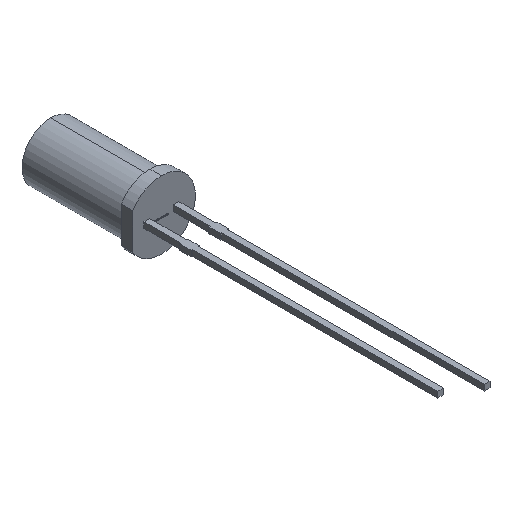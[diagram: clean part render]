
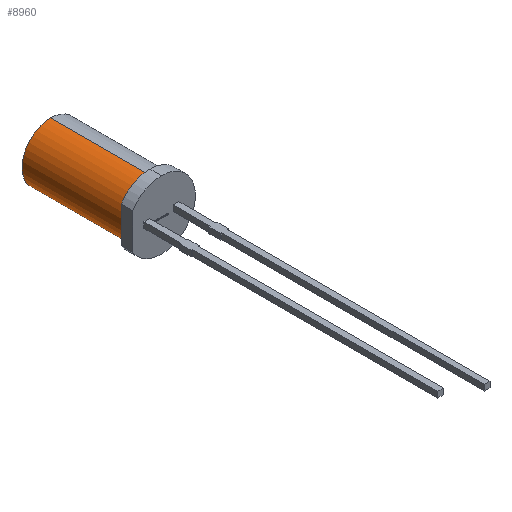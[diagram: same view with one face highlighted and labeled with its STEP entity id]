
A CAD part, isometric view. The second image highlights one B-rep face of the part: STEP entity #8960.
In plain terms, the highlighted cylindrical face has radius 2.5 mm (diameter 5 mm), a partial arc.
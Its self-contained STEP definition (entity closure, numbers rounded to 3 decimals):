
#1258 = LINE ( 'NONE', #1259, #3720 ) ;
#1259 = CARTESIAN_POINT ( 'NONE',  ( 0., 1., 2.5 ) ) ;
#1260 = DIRECTION ( 'NONE',  ( 0., -1., 0. ) ) ;
#1373 = LINE ( 'NONE', #1374, #3741 ) ;
#1374 = CARTESIAN_POINT ( 'NONE',  ( 0., 1., -2.5 ) ) ;
#1375 = DIRECTION ( 'NONE',  ( 0., -1., 0. ) ) ;
#3614 = FACE_OUTER_BOUND ( 'NONE', #5299, .T. ) ;
#3620 = AXIS2_PLACEMENT_3D ( 'NONE', #10538, #10539, #10540 ) ;
#3621 = CYLINDRICAL_SURFACE ( 'NONE', #3620, 2.5 ) ;
#3720 = VECTOR ( 'NONE', #1260, 1000. ) ;
#3741 = VECTOR ( 'NONE', #1375, 1000. ) ;
#5299 = EDGE_LOOP ( 'NONE', ( #6498, #6502, #6497, #6501, #6503 ) ) ;
#5870 = VERTEX_POINT ( 'NONE', #12112 ) ;
#6497 = ORIENTED_EDGE ( 'NONE', *, *, #10180, .T. ) ;
#6498 = ORIENTED_EDGE ( 'NONE', *, *, #10123, .F. ) ;
#6501 = ORIENTED_EDGE ( 'NONE', *, *, #8329, .F. ) ;
#6502 = ORIENTED_EDGE ( 'NONE', *, *, #8336, .T. ) ;
#6503 = ORIENTED_EDGE ( 'NONE', *, *, #8331, .F. ) ;
#6570 = VERTEX_POINT ( 'NONE', #12279 ) ;
#6571 = VERTEX_POINT ( 'NONE', #12280 ) ;
#6576 = VERTEX_POINT ( 'NONE', #12285 ) ;
#6579 = VERTEX_POINT ( 'NONE', #12288 ) ;
#6752 = AXIS2_PLACEMENT_3D ( 'NONE', #12790, #12794, #12795 ) ;
#8027 = CIRCLE ( 'NONE', #9530, 2.5 ) ;
#8030 = CIRCLE ( 'NONE', #9536, 2.5 ) ;
#8031 = CIRCLE ( 'NONE', #6752, 2.5 ) ;
#8329 = EDGE_CURVE ( 'NONE', #5870, #6579, #8027, .T. ) ;
#8331 = EDGE_CURVE ( 'NONE', #6570, #5870, #8031, .T. ) ;
#8336 = EDGE_CURVE ( 'NONE', #6576, #6571, #8030, .T. ) ;
#8960 = ADVANCED_FACE ( 'NONE', ( #3614 ), #3621, .T. ) ;
#9530 = AXIS2_PLACEMENT_3D ( 'NONE', #12787, #12788, #12789 ) ;
#9536 = AXIS2_PLACEMENT_3D ( 'NONE', #12802, #12809, #12810 ) ;
#10123 = EDGE_CURVE ( 'NONE', #6576, #6570, #1258, .T. ) ;
#10180 = EDGE_CURVE ( 'NONE', #6571, #6579, #1373, .T. ) ;
#10538 = CARTESIAN_POINT ( 'NONE',  ( 0., 1., 0. ) ) ;
#10539 = DIRECTION ( 'NONE',  ( 0., -1., 0. ) ) ;
#10540 = DIRECTION ( 'NONE',  ( 0., 0., -1. ) ) ;
#12112 = CARTESIAN_POINT ( 'NONE',  ( -2.5, 1., 0. ) ) ;
#12279 = CARTESIAN_POINT ( 'NONE',  ( 0., 1., 2.5 ) ) ;
#12280 = CARTESIAN_POINT ( 'NONE',  ( 0., 9.6, -2.5 ) ) ;
#12285 = CARTESIAN_POINT ( 'NONE',  ( 0., 9.6, 2.5 ) ) ;
#12288 = CARTESIAN_POINT ( 'NONE',  ( 0., 1., -2.5 ) ) ;
#12787 = CARTESIAN_POINT ( 'NONE',  ( 0., 1., 0. ) ) ;
#12788 = DIRECTION ( 'NONE',  ( 0., -1., 0. ) ) ;
#12789 = DIRECTION ( 'NONE',  ( 0., 0., -1. ) ) ;
#12790 = CARTESIAN_POINT ( 'NONE',  ( 0., 1., 0. ) ) ;
#12794 = DIRECTION ( 'NONE',  ( 0., -1., 0. ) ) ;
#12795 = DIRECTION ( 'NONE',  ( 0., 0., -1. ) ) ;
#12802 = CARTESIAN_POINT ( 'NONE',  ( 0., 9.6, 0. ) ) ;
#12809 = DIRECTION ( 'NONE',  ( 0., -1., 0. ) ) ;
#12810 = DIRECTION ( 'NONE',  ( 0., 0., -1. ) ) ;
